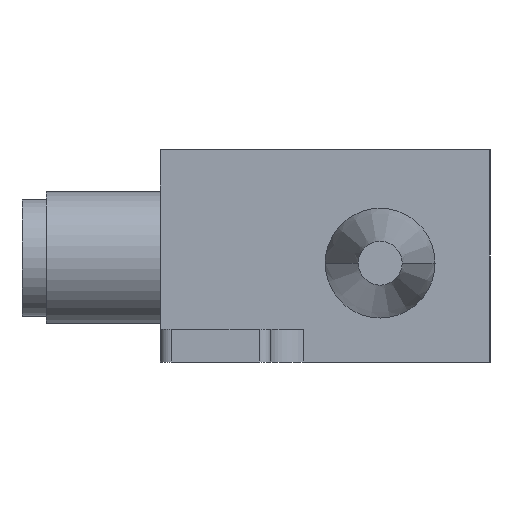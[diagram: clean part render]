
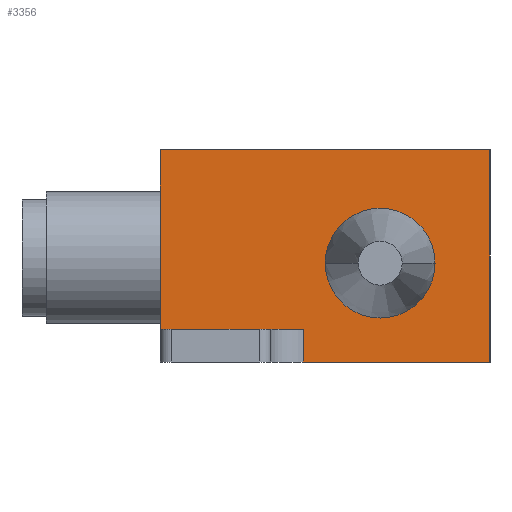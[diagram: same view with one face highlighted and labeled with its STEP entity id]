
A CAD part, left-side view. The second image highlights one B-rep face of the part: STEP entity #3356.
In plain terms, the highlighted planar face has unit normal (-1, 0, 0).
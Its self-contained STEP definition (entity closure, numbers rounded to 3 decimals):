
#39 = VECTOR ( 'NONE', #3666, 1000. ) ;
#96 = EDGE_LOOP ( 'NONE', ( #652, #2836, #3432, #3354, #1216, #2417 ) ) ;
#211 = VECTOR ( 'NONE', #3162, 1000. ) ;
#300 = DIRECTION ( 'NONE',  ( 0., -1., 0. ) ) ;
#337 = EDGE_LOOP ( 'NONE', ( #2342, #2529 ) ) ;
#383 = CARTESIAN_POINT ( 'NONE',  ( 0., 2.5, 4.5 ) ) ;
#386 = DIRECTION ( 'NONE',  ( 0., 1., 0. ) ) ;
#474 = CARTESIAN_POINT ( 'NONE',  ( 0., 15., 0. ) ) ;
#545 = VERTEX_POINT ( 'NONE', #383 ) ;
#580 = DIRECTION ( 'NONE',  ( 1., 0., 0. ) ) ;
#646 = EDGE_CURVE ( 'NONE', #545, #741, #686, .T. ) ;
#652 = ORIENTED_EDGE ( 'NONE', *, *, #2045, .T. ) ;
#686 = CIRCLE ( 'NONE', #3327, 2.5 ) ;
#713 = CARTESIAN_POINT ( 'NONE',  ( 0., 0., 0. ) ) ;
#729 = CARTESIAN_POINT ( 'NONE',  ( 0., 5., 4.5 ) ) ;
#741 = VERTEX_POINT ( 'NONE', #1055 ) ;
#760 = LINE ( 'NONE', #875, #2218 ) ;
#766 = EDGE_CURVE ( 'NONE', #1408, #2654, #2727, .T. ) ;
#820 = CARTESIAN_POINT ( 'NONE',  ( 0., 15., 1.5 ) ) ;
#875 = CARTESIAN_POINT ( 'NONE',  ( 0., 0., 1.5 ) ) ;
#897 = CIRCLE ( 'NONE', #1118, 2.5 ) ;
#902 = VECTOR ( 'NONE', #3345, 1000. ) ;
#981 = FACE_OUTER_BOUND ( 'NONE', #96, .T. ) ;
#1003 = DIRECTION ( 'NONE',  ( 0., 0., 1. ) ) ;
#1021 = DIRECTION ( 'NONE',  ( 0., -1., 0. ) ) ;
#1055 = CARTESIAN_POINT ( 'NONE',  ( 0., 7.5, 4.5 ) ) ;
#1070 = CARTESIAN_POINT ( 'NONE',  ( 0., 0., 0. ) ) ;
#1093 = VECTOR ( 'NONE', #3085, 1000. ) ;
#1118 = AXIS2_PLACEMENT_3D ( 'NONE', #2325, #580, #2613 ) ;
#1175 = CARTESIAN_POINT ( 'NONE',  ( 0., 8.5, 1.5 ) ) ;
#1216 = ORIENTED_EDGE ( 'NONE', *, *, #766, .F. ) ;
#1281 = PLANE ( 'NONE',  #2896 ) ;
#1341 = EDGE_CURVE ( 'NONE', #3347, #2654, #3034, .T. ) ;
#1349 = LINE ( 'NONE', #474, #902 ) ;
#1408 = VERTEX_POINT ( 'NONE', #3701 ) ;
#1551 = VERTEX_POINT ( 'NONE', #1175 ) ;
#1661 = CARTESIAN_POINT ( 'NONE',  ( 0., 7.5, 0. ) ) ;
#1720 = EDGE_CURVE ( 'NONE', #1551, #3347, #2522, .T. ) ;
#1771 = EDGE_CURVE ( 'NONE', #741, #545, #897, .T. ) ;
#2045 = EDGE_CURVE ( 'NONE', #3606, #3007, #1349, .T. ) ;
#2124 = CARTESIAN_POINT ( 'NONE',  ( 0., 0., 9.65 ) ) ;
#2159 = CARTESIAN_POINT ( 'NONE',  ( 0., 8.5, 0. ) ) ;
#2218 = VECTOR ( 'NONE', #300, 1000. ) ;
#2325 = CARTESIAN_POINT ( 'NONE',  ( 0., 5., 4.5 ) ) ;
#2342 = ORIENTED_EDGE ( 'NONE', *, *, #646, .T. ) ;
#2355 = EDGE_CURVE ( 'NONE', #3007, #1551, #760, .T. ) ;
#2417 = ORIENTED_EDGE ( 'NONE', *, *, #2486, .T. ) ;
#2486 = EDGE_CURVE ( 'NONE', #1408, #3606, #2523, .T. ) ;
#2513 = FACE_BOUND ( 'NONE', #337, .T. ) ;
#2522 = LINE ( 'NONE', #2583, #211 ) ;
#2523 = LINE ( 'NONE', #2124, #3538 ) ;
#2529 = ORIENTED_EDGE ( 'NONE', *, *, #1771, .T. ) ;
#2583 = CARTESIAN_POINT ( 'NONE',  ( 0., 8.5, 0. ) ) ;
#2613 = DIRECTION ( 'NONE',  ( 0., -1., 0. ) ) ;
#2654 = VERTEX_POINT ( 'NONE', #3088 ) ;
#2727 = LINE ( 'NONE', #1070, #1093 ) ;
#2741 = DIRECTION ( 'NONE',  ( -1., 0., 0. ) ) ;
#2756 = DIRECTION ( 'NONE',  ( 1., 0., 0. ) ) ;
#2836 = ORIENTED_EDGE ( 'NONE', *, *, #2355, .T. ) ;
#2896 = AXIS2_PLACEMENT_3D ( 'NONE', #713, #2741, #1003 ) ;
#3007 = VERTEX_POINT ( 'NONE', #820 ) ;
#3034 = LINE ( 'NONE', #1661, #39 ) ;
#3085 = DIRECTION ( 'NONE',  ( 0., 0., -1. ) ) ;
#3088 = CARTESIAN_POINT ( 'NONE',  ( 0., 0., 0. ) ) ;
#3162 = DIRECTION ( 'NONE',  ( 0., 0., -1. ) ) ;
#3327 = AXIS2_PLACEMENT_3D ( 'NONE', #729, #2756, #1021 ) ;
#3345 = DIRECTION ( 'NONE',  ( 0., 0., -1. ) ) ;
#3347 = VERTEX_POINT ( 'NONE', #2159 ) ;
#3354 = ORIENTED_EDGE ( 'NONE', *, *, #1341, .T. ) ;
#3356 = ADVANCED_FACE ( 'NONE', ( #981, #2513 ), #1281, .T. ) ;
#3432 = ORIENTED_EDGE ( 'NONE', *, *, #1720, .T. ) ;
#3538 = VECTOR ( 'NONE', #386, 1000. ) ;
#3606 = VERTEX_POINT ( 'NONE', #3680 ) ;
#3666 = DIRECTION ( 'NONE',  ( 0., -1., 0. ) ) ;
#3680 = CARTESIAN_POINT ( 'NONE',  ( 0., 15., 9.65 ) ) ;
#3701 = CARTESIAN_POINT ( 'NONE',  ( 0., 0., 9.65 ) ) ;
